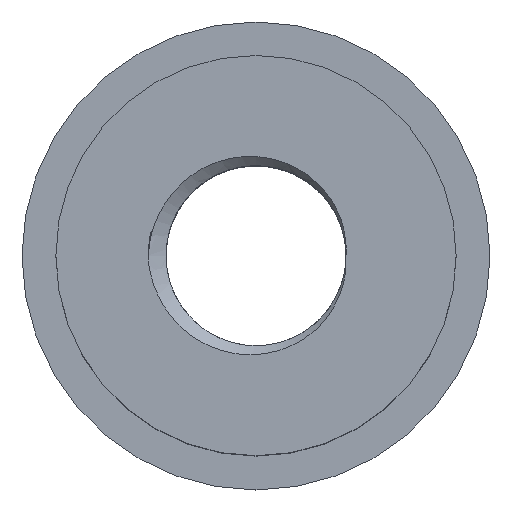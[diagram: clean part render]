
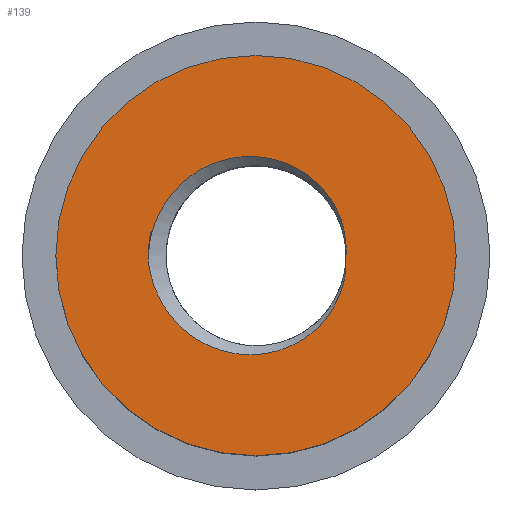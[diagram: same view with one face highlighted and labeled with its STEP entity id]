
A CAD part, top view. The second image highlights one B-rep face of the part: STEP entity #139.
In plain terms, the highlighted planar face has unit normal (0, 0, 1).
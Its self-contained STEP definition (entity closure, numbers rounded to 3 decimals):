
#69=B_SPLINE_CURVE_WITH_KNOTS('',3,(#495,#496,#497,#498,#499,#500,#501,
#502,#503,#504,#505,#506,#507,#508,#509,#510,#511,#512,#513,#514,#515,#516,
#517,#518,#519,#520,#521,#522,#523,#524,#525),.UNSPECIFIED.,.F.,.F.,(4,
3,3,3,3,3,3,3,3,3,4),(0.,0.094,0.191,0.292,
0.393,0.498,0.604,0.713,
0.824,0.936,1.),.UNSPECIFIED.);
#70=B_SPLINE_CURVE_WITH_KNOTS('',3,(#528,#529,#530,#531,#532,#533,#534,
#535,#536,#537,#538,#539,#540,#541,#542,#543,#544,#545,#546,#547,#548,#549,
#550,#551,#552,#553,#554,#555,#556,#557,#558),.UNSPECIFIED.,.F.,.F.,(4,
3,3,3,3,3,3,3,3,3,4),(0.,0.115,0.23,0.345,
0.456,0.566,0.673,0.778,
0.882,0.982,1.),.UNSPECIFIED.);
#139=ADVANCED_FACE('',(#157,#158),#151,.T.);
#151=PLANE('',#406);
#157=FACE_BOUND('',#169,.T.);
#158=FACE_BOUND('',#170,.T.);
#169=EDGE_LOOP('',(#205,#206));
#170=EDGE_LOOP('',(#207,#208));
#205=ORIENTED_EDGE('',*,*,#338,.T.);
#206=ORIENTED_EDGE('',*,*,#336,.T.);
#207=ORIENTED_EDGE('',*,*,#339,.T.);
#208=ORIENTED_EDGE('',*,*,#340,.T.);
#293=VERTEX_POINT('',#488);
#294=VERTEX_POINT('',#490);
#295=VERTEX_POINT('',#526);
#296=VERTEX_POINT('',#527);
#336=EDGE_CURVE('',#294,#293,#385,.T.);
#338=EDGE_CURVE('',#293,#294,#386,.T.);
#339=EDGE_CURVE('',#295,#296,#69,.T.);
#340=EDGE_CURVE('',#296,#295,#70,.T.);
#385=CIRCLE('',#402,2.78);
#386=CIRCLE('',#404,2.78);
#402=AXIS2_PLACEMENT_3D('',#489,#441,#442);
#404=AXIS2_PLACEMENT_3D('',#493,#446,#447);
#406=AXIS2_PLACEMENT_3D('',#559,#450,#451);
#441=DIRECTION('',(0.,0.,1.));
#442=DIRECTION('',(1.,0.,0.));
#446=DIRECTION('',(0.,0.,1.));
#447=DIRECTION('',(-1.,0.,0.));
#450=DIRECTION('',(0.,0.,1.));
#451=DIRECTION('',(-1.,0.,0.));
#488=CARTESIAN_POINT('',(-2.78,0.,3.076));
#489=CARTESIAN_POINT('',(0.,0.,3.076));
#490=CARTESIAN_POINT('',(2.78,0.,3.076));
#493=CARTESIAN_POINT('',(0.,0.,3.076));
#495=CARTESIAN_POINT('',(1.249,0.,3.076));
#496=CARTESIAN_POINT('',(1.258,-0.134,3.076));
#497=CARTESIAN_POINT('',(1.245,-0.271,3.076));
#498=CARTESIAN_POINT('',(1.211,-0.401,3.076));
#499=CARTESIAN_POINT('',(1.175,-0.536,3.076));
#500=CARTESIAN_POINT('',(1.116,-0.666,3.076));
#501=CARTESIAN_POINT('',(1.039,-0.783,3.076));
#502=CARTESIAN_POINT('',(0.959,-0.904,3.076));
#503=CARTESIAN_POINT('',(0.857,-1.013,3.076));
#504=CARTESIAN_POINT('',(0.742,-1.101,3.076));
#505=CARTESIAN_POINT('',(0.626,-1.19,3.076));
#506=CARTESIAN_POINT('',(0.493,-1.259,3.076));
#507=CARTESIAN_POINT('',(0.355,-1.306,3.076));
#508=CARTESIAN_POINT('',(0.213,-1.353,3.076));
#509=CARTESIAN_POINT('',(0.06,-1.378,3.076));
#510=CARTESIAN_POINT('',(-0.09,-1.377,3.076));
#511=CARTESIAN_POINT('',(-0.242,-1.376,3.076));
#512=CARTESIAN_POINT('',(-0.397,-1.348,3.076));
#513=CARTESIAN_POINT('',(-0.54,-1.297,3.076));
#514=CARTESIAN_POINT('',(-0.687,-1.246,3.076));
#515=CARTESIAN_POINT('',(-0.827,-1.169,3.076));
#516=CARTESIAN_POINT('',(-0.949,-1.073,3.076));
#517=CARTESIAN_POINT('',(-1.074,-0.975,3.076));
#518=CARTESIAN_POINT('',(-1.183,-0.853,3.076));
#519=CARTESIAN_POINT('',(-1.269,-0.718,3.076));
#520=CARTESIAN_POINT('',(-1.355,-0.583,3.076));
#521=CARTESIAN_POINT('',(-1.421,-0.432,3.076));
#522=CARTESIAN_POINT('',(-1.459,-0.276,3.076));
#523=CARTESIAN_POINT('',(-1.481,-0.186,3.076));
#524=CARTESIAN_POINT('',(-1.495,-0.093,3.076));
#525=CARTESIAN_POINT('',(-1.5,0.,3.076));
#526=CARTESIAN_POINT('',(1.25,0.,3.076));
#527=CARTESIAN_POINT('',(-1.5,0.,3.076));
#528=CARTESIAN_POINT('',(-1.5,0.,3.076));
#529=CARTESIAN_POINT('',(-1.491,0.165,3.076));
#530=CARTESIAN_POINT('',(-1.454,0.331,3.076));
#531=CARTESIAN_POINT('',(-1.392,0.483,3.076));
#532=CARTESIAN_POINT('',(-1.329,0.636,3.076));
#533=CARTESIAN_POINT('',(-1.239,0.78,3.076));
#534=CARTESIAN_POINT('',(-1.13,0.903,3.076));
#535=CARTESIAN_POINT('',(-1.02,1.026,3.076));
#536=CARTESIAN_POINT('',(-0.886,1.131,3.076));
#537=CARTESIAN_POINT('',(-0.741,1.209,3.076));
#538=CARTESIAN_POINT('',(-0.601,1.284,3.076));
#539=CARTESIAN_POINT('',(-0.446,1.337,3.076));
#540=CARTESIAN_POINT('',(-0.29,1.361,3.076));
#541=CARTESIAN_POINT('',(-0.133,1.385,3.076));
#542=CARTESIAN_POINT('',(0.029,1.382,3.076));
#543=CARTESIAN_POINT('',(0.184,1.351,3.076));
#544=CARTESIAN_POINT('',(0.335,1.322,3.076));
#545=CARTESIAN_POINT('',(0.484,1.266,3.076));
#546=CARTESIAN_POINT('',(0.616,1.187,3.076));
#547=CARTESIAN_POINT('',(0.744,1.11,3.076));
#548=CARTESIAN_POINT('',(0.862,1.009,3.076));
#549=CARTESIAN_POINT('',(0.957,0.893,3.076));
#550=CARTESIAN_POINT('',(1.053,0.778,3.076));
#551=CARTESIAN_POINT('',(1.129,0.645,3.076));
#552=CARTESIAN_POINT('',(1.179,0.504,3.076));
#553=CARTESIAN_POINT('',(1.227,0.369,3.076));
#554=CARTESIAN_POINT('',(1.252,0.223,3.076));
#555=CARTESIAN_POINT('',(1.252,0.08,3.076));
#556=CARTESIAN_POINT('',(1.253,0.053,3.076));
#557=CARTESIAN_POINT('',(1.252,0.027,3.076));
#558=CARTESIAN_POINT('',(1.25,0.,3.076));
#559=CARTESIAN_POINT('',(0.,0.,3.076));
